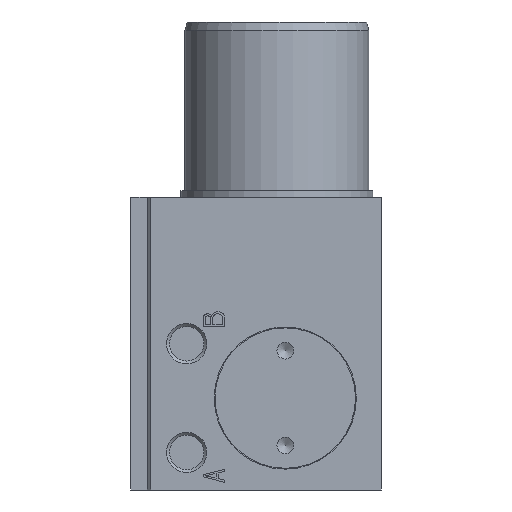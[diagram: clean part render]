
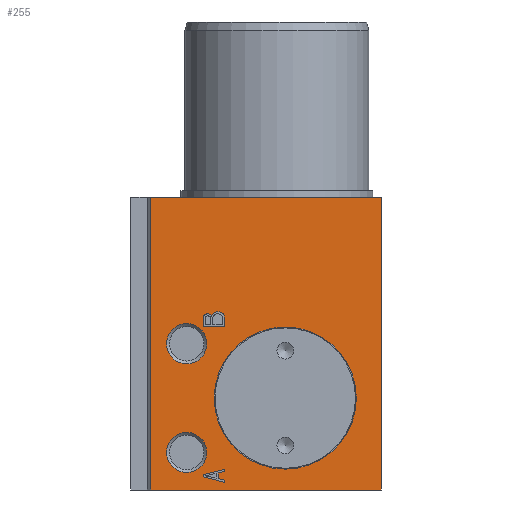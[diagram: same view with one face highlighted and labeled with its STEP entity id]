
A CAD part, left-side view. The second image highlights one B-rep face of the part: STEP entity #255.
In plain terms, the highlighted face is planar.
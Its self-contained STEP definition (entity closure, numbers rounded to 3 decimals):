
#255 = ADVANCED_FACE( '', ( #414, #415, #416, #417, #418, #419 ), #420, .F. );
#414 = FACE_BOUND( '', #824, .T. );
#415 = FACE_BOUND( '', #825, .T. );
#416 = FACE_BOUND( '', #826, .T. );
#417 = FACE_OUTER_BOUND( '', #827, .T. );
#418 = FACE_BOUND( '', #828, .T. );
#419 = FACE_BOUND( '', #829, .T. );
#420 = PLANE( '', #830 );
#824 = EDGE_LOOP( '', ( #1233, #1234, #1235, #1236, #1237 ) );
#825 = EDGE_LOOP( '', ( #1238 ) );
#826 = EDGE_LOOP( '', ( #1239 ) );
#827 = EDGE_LOOP( '', ( #1240, #1241, #1242, #1243 ) );
#828 = EDGE_LOOP( '', ( #1244 ) );
#829 = EDGE_LOOP( '', ( #1245, #1246, #1247, #1248, #1249, #1250, #1251, #1252 ) );
#830 = AXIS2_PLACEMENT_3D( '', #1253, #1254, #1255 );
#1233 = ORIENTED_EDGE( '', *, *, #2280, .F. );
#1234 = ORIENTED_EDGE( '', *, *, #2281, .F. );
#1235 = ORIENTED_EDGE( '', *, *, #2282, .F. );
#1236 = ORIENTED_EDGE( '', *, *, #2283, .F. );
#1237 = ORIENTED_EDGE( '', *, *, #2284, .F. );
#1238 = ORIENTED_EDGE( '', *, *, #2285, .T. );
#1239 = ORIENTED_EDGE( '', *, *, #2286, .F. );
#1240 = ORIENTED_EDGE( '', *, *, #2287, .T. );
#1241 = ORIENTED_EDGE( '', *, *, #2288, .F. );
#1242 = ORIENTED_EDGE( '', *, *, #2289, .F. );
#1243 = ORIENTED_EDGE( '', *, *, #2290, .T. );
#1244 = ORIENTED_EDGE( '', *, *, #2291, .F. );
#1245 = ORIENTED_EDGE( '', *, *, #2292, .T. );
#1246 = ORIENTED_EDGE( '', *, *, #2293, .T. );
#1247 = ORIENTED_EDGE( '', *, *, #2294, .T. );
#1248 = ORIENTED_EDGE( '', *, *, #2295, .T. );
#1249 = ORIENTED_EDGE( '', *, *, #2296, .T. );
#1250 = ORIENTED_EDGE( '', *, *, #2297, .T. );
#1251 = ORIENTED_EDGE( '', *, *, #2298, .T. );
#1252 = ORIENTED_EDGE( '', *, *, #2299, .T. );
#1253 = CARTESIAN_POINT( '', ( 17.5, 8., -37.5 ) );
#1254 = DIRECTION( '', ( 0., 0., 1. ) );
#1255 = DIRECTION( '', ( 1., 0., 0. ) );
#2280 = EDGE_CURVE( '', #2572, #2573, #2574, .T. );
#2281 = EDGE_CURVE( '', #2575, #2572, #2576, .T. );
#2282 = EDGE_CURVE( '', #2577, #2575, #2578, .T. );
#2283 = EDGE_CURVE( '', #2579, #2577, #2580, .T. );
#2284 = EDGE_CURVE( '', #2573, #2579, #2581, .T. );
#2285 = EDGE_CURVE( '', #2582, #2582, #2583, .T. );
#2286 = EDGE_CURVE( '', #2584, #2584, #2585, .F. );
#2287 = EDGE_CURVE( '', #2586, #2587, #2588, .T. );
#2288 = EDGE_CURVE( '', #2589, #2587, #2590, .T. );
#2289 = EDGE_CURVE( '', #2591, #2589, #2592, .T. );
#2290 = EDGE_CURVE( '', #2591, #2586, #2593, .T. );
#2291 = EDGE_CURVE( '', #2594, #2594, #2595, .F. );
#2292 = EDGE_CURVE( '', #2596, #2597, #2598, .T. );
#2293 = EDGE_CURVE( '', #2597, #2599, #2600, .T. );
#2294 = EDGE_CURVE( '', #2599, #2601, #2602, .T. );
#2295 = EDGE_CURVE( '', #2601, #2603, #2604, .T. );
#2296 = EDGE_CURVE( '', #2603, #2605, #2606, .T. );
#2297 = EDGE_CURVE( '', #2605, #2607, #2608, .T. );
#2298 = EDGE_CURVE( '', #2607, #2609, #2610, .T. );
#2299 = EDGE_CURVE( '', #2609, #2596, #2611, .T. );
#2572 = VERTEX_POINT( '', #3070 );
#2573 = VERTEX_POINT( '', #3071 );
#2574 = LINE( '', #3072, #3073 );
#2575 = VERTEX_POINT( '', #3074 );
#2576 = LINE( '', #3075, #3076 );
#2577 = VERTEX_POINT( '', #3077 );
#2578 = CIRCLE( '', #3078, 0.565 );
#2579 = VERTEX_POINT( '', #3079 );
#2580 = CIRCLE( '', #3080, 0.806 );
#2581 = LINE( '', #3081, #3082 );
#2582 = VERTEX_POINT( '', #3083 );
#2583 = CIRCLE( '', #3084, 8.5 );
#2584 = VERTEX_POINT( '', #3085 );
#2585 = CIRCLE( '', #3086, 2.4 );
#2586 = VERTEX_POINT( '', #3087 );
#2587 = VERTEX_POINT( '', #3088 );
#2588 = LINE( '', #3089, #3090 );
#2589 = VERTEX_POINT( '', #3091 );
#2590 = LINE( '', #3092, #3093 );
#2591 = VERTEX_POINT( '', #3094 );
#2592 = LINE( '', #3095, #3096 );
#2593 = LINE( '', #3097, #3098 );
#2594 = VERTEX_POINT( '', #3099 );
#2595 = CIRCLE( '', #3100, 2.4 );
#2596 = VERTEX_POINT( '', #3101 );
#2597 = VERTEX_POINT( '', #3102 );
#2598 = LINE( '', #3103, #3104 );
#2599 = VERTEX_POINT( '', #3105 );
#2600 = LINE( '', #3106, #3107 );
#2601 = VERTEX_POINT( '', #3108 );
#2602 = LINE( '', #3109, #3110 );
#2603 = VERTEX_POINT( '', #3111 );
#2604 = LINE( '', #3112, #3113 );
#2605 = VERTEX_POINT( '', #3114 );
#2606 = LINE( '', #3115, #3116 );
#2607 = VERTEX_POINT( '', #3117 );
#2608 = LINE( '', #3118, #3119 );
#2609 = VERTEX_POINT( '', #3120 );
#2610 = LINE( '', #3121, #3122 );
#2611 = LINE( '', #3123, #3124 );
#3070 = CARTESIAN_POINT( '', ( -2.02, 29.34, -37.5 ) );
#3071 = CARTESIAN_POINT( '', ( -2.02, 26.74, -37.5 ) );
#3072 = CARTESIAN_POINT( '', ( -2.02, 29.34, -37.5 ) );
#3073 = VECTOR( '', #3758, 1000. );
#3074 = CARTESIAN_POINT( '', ( -3.06, 29.34, -37.5 ) );
#3075 = CARTESIAN_POINT( '', ( -3.06, 29.34, -37.5 ) );
#3076 = VECTOR( '', #3759, 1000. );
#3077 = CARTESIAN_POINT( '', ( -3.32, 28.3, -37.5 ) );
#3078 = AXIS2_PLACEMENT_3D( '', #3760, #3761, #3762 );
#3079 = CARTESIAN_POINT( '', ( -3.06, 26.74, -37.5 ) );
#3080 = AXIS2_PLACEMENT_3D( '', #3763, #3764, #3765 );
#3081 = CARTESIAN_POINT( '', ( -2.02, 26.74, -37.5 ) );
#3082 = VECTOR( '', #3766, 1000. );
#3083 = CARTESIAN_POINT( '', ( 15., 19.5, -37.5 ) );
#3084 = AXIS2_PLACEMENT_3D( '', #3767, #3768, #3769 );
#3085 = CARTESIAN_POINT( '', ( 2.4, 31.3, -37.5 ) );
#3086 = AXIS2_PLACEMENT_3D( '', #3770, #3771, #3772 );
#3087 = CARTESIAN_POINT( '', ( -17.5, 8., -37.5 ) );
#3088 = CARTESIAN_POINT( '', ( -17.5, 35.6, -37.5 ) );
#3089 = CARTESIAN_POINT( '', ( -17.5, 8., -37.5 ) );
#3090 = VECTOR( '', #3773, 1000. );
#3091 = CARTESIAN_POINT( '', ( 17.5, 35.6, -37.5 ) );
#3092 = CARTESIAN_POINT( '', ( 17.5, 35.6, -37.5 ) );
#3093 = VECTOR( '', #3774, 1000. );
#3094 = CARTESIAN_POINT( '', ( 17.5, 8., -37.5 ) );
#3095 = CARTESIAN_POINT( '', ( 17.5, 8., -37.5 ) );
#3096 = VECTOR( '', #3775, 1000. );
#3097 = CARTESIAN_POINT( '', ( 17.5, 8., -37.5 ) );
#3098 = VECTOR( '', #3776, 1000. );
#3099 = CARTESIAN_POINT( '', ( 15.4, 31.3, -37.5 ) );
#3100 = AXIS2_PLACEMENT_3D( '', #3777, #3778, #3779 );
#3101 = CARTESIAN_POINT( '', ( 15.67, 29.34, -37.5 ) );
#3102 = CARTESIAN_POINT( '', ( 15.02, 26.74, -37.5 ) );
#3103 = CARTESIAN_POINT( '', ( 15.67, 29.34, -37.5 ) );
#3104 = VECTOR( '', #3780, 1000. );
#3105 = CARTESIAN_POINT( '', ( 15.28, 26.74, -37.5 ) );
#3106 = CARTESIAN_POINT( '', ( 15.02, 26.74, -37.5 ) );
#3107 = VECTOR( '', #3781, 1000. );
#3108 = CARTESIAN_POINT( '', ( 15.453, 27.52, -37.5 ) );
#3109 = CARTESIAN_POINT( '', ( 15.28, 26.74, -37.5 ) );
#3110 = VECTOR( '', #3782, 1000. );
#3111 = CARTESIAN_POINT( '', ( 16.147, 27.52, -37.5 ) );
#3112 = CARTESIAN_POINT( '', ( 15.453, 27.52, -37.5 ) );
#3113 = VECTOR( '', #3783, 1000. );
#3114 = CARTESIAN_POINT( '', ( 16.32, 26.74, -37.5 ) );
#3115 = CARTESIAN_POINT( '', ( 16.147, 27.52, -37.5 ) );
#3116 = VECTOR( '', #3784, 1000. );
#3117 = CARTESIAN_POINT( '', ( 16.58, 26.74, -37.5 ) );
#3118 = CARTESIAN_POINT( '', ( 16.32, 26.74, -37.5 ) );
#3119 = VECTOR( '', #3785, 1000. );
#3120 = CARTESIAN_POINT( '', ( 15.93, 29.34, -37.5 ) );
#3121 = CARTESIAN_POINT( '', ( 16.58, 26.74, -37.5 ) );
#3122 = VECTOR( '', #3786, 1000. );
#3123 = CARTESIAN_POINT( '', ( 15.93, 29.34, -37.5 ) );
#3124 = VECTOR( '', #3787, 1000. );
#3758 = DIRECTION( '', ( 0., -1., 0. ) );
#3759 = DIRECTION( '', ( 1., 0., 0. ) );
#3760 = CARTESIAN_POINT( '', ( -3.017, 28.777, -37.5 ) );
#3761 = DIRECTION( '', ( 0., 0., -1. ) );
#3762 = DIRECTION( '', ( -1., 0., 0. ) );
#3763 = CARTESIAN_POINT( '', ( -3.034, 27.546, -37.5 ) );
#3764 = DIRECTION( '', ( 0., 0., -1. ) );
#3765 = DIRECTION( '', ( -1., 0., 0. ) );
#3766 = DIRECTION( '', ( -1., 0., 0. ) );
#3767 = CARTESIAN_POINT( '', ( 6.5, 19.5, -37.5 ) );
#3768 = DIRECTION( '', ( 0., 0., 1. ) );
#3769 = DIRECTION( '', ( 1., 0., 0. ) );
#3770 = CARTESIAN_POINT( '', ( 0., 31.3, -37.5 ) );
#3771 = DIRECTION( '', ( 0., 0., 1. ) );
#3772 = DIRECTION( '', ( 1., 0., 0. ) );
#3773 = DIRECTION( '', ( 0., 1., 0. ) );
#3774 = DIRECTION( '', ( -1., 0., 0. ) );
#3775 = DIRECTION( '', ( 0., 1., 0. ) );
#3776 = DIRECTION( '', ( -1., 0., 0. ) );
#3777 = CARTESIAN_POINT( '', ( 13., 31.3, -37.5 ) );
#3778 = DIRECTION( '', ( 0., 0., 1. ) );
#3779 = DIRECTION( '', ( 1., 0., 0. ) );
#3780 = DIRECTION( '', ( -0.243, -0.97, 0. ) );
#3781 = DIRECTION( '', ( 1., 0., 0. ) );
#3782 = DIRECTION( '', ( 0.217, 0.976, 0. ) );
#3783 = DIRECTION( '', ( 1., 0., 0. ) );
#3784 = DIRECTION( '', ( 0.217, -0.976, 0. ) );
#3785 = DIRECTION( '', ( 1., 0., 0. ) );
#3786 = DIRECTION( '', ( -0.243, 0.97, 0. ) );
#3787 = DIRECTION( '', ( -1., 0., 0. ) );
